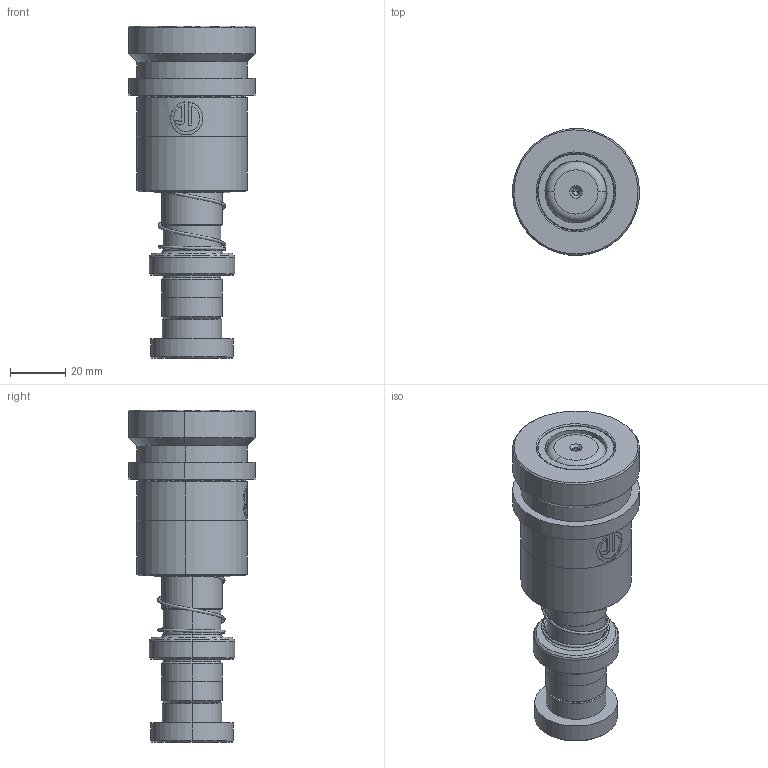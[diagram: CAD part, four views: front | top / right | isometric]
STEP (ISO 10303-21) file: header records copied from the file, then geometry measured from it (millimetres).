
FILE_DESCRIPTION (( 'STEP AP214' ), '1' );
FILE_NAME ('HTSH(HTJH)-D22-L90(BL-60).STEP', '2021-09-02T01:40:56', ( '' ), ( '' ), 'SwSTEP 2.0', 'SolidWorks 2016', '' );
FILE_SCHEMA (( 'AUTOMOTIVE_DESIGN' ));
Length unit declared in the file: millimetre
Products named in the file (243): BALL-D3; TRP-D22-L90; TRB22-35-25; DRP蹟簽D22; HWP-D24.5-d22.5-L40; BSH-27.5-22.5-L60; HTSH(HTJH)-D22-L90(BL-60); BSH-D27.5-22.5-L60郪蚾
Assembly tree (237 placements, depth 3):
  BALL-D3
  BALL-D3
  TRP-D22-L90
  BALL-D3
  BALL-D3
Bounding box: 45.94 x 45.94 x 120.28 mm (x, y, z)
Volume: 102596.2 mm3; surface area: 49842.9 mm2
Topology: 233 solids, 233 shells, 1046 faces, 4449 edges, 2954 vertices
Faces by surface type: sphere 912, cylinder 46, cone 34, plane 26, torus 14, bspline 14
Entity records: 45041 total; most frequent: CARTESIAN_POINT 25498, ORIENTED_EDGE 3408, DIRECTION 2962, EDGE_CURVE 1704, AXIS2_PLACEMENT_3D 1427, VERTEX_POINT 1118, EDGE_LOOP 1048, B_SPLINE_CURVE_WITH_KNOTS 993
